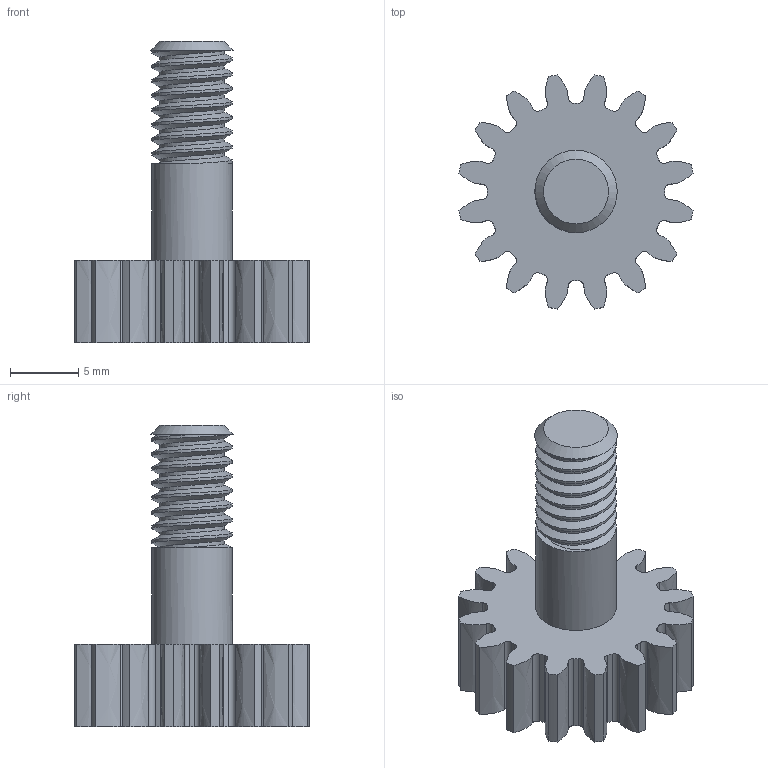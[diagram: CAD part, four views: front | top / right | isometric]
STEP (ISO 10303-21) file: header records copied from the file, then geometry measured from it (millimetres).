
FILE_DESCRIPTION(/* description */ ('STEP AP242','CAx-IF Rec.Pracs.---Representation and Presentation of Product Manufacturing Information (PMI)---4.0---2014-10-13','CAx-IF Rec.Pracs.---3D Tessellated Geometry---0.4---2014-09-14','2;1'),/* implementation_level */ '2;1');
FILE_NAME(/* name */ '65948700be34dc4e93d655cf',/* time_stamp */ '2024-01-02T21:58:49Z',/* author */ (''),/* organization */ (''),/* preprocessor_version */ 'ST-DEVELOPER v19.4',/* originating_system */ ' ',/* authorisation */ ' ');
FILE_SCHEMA (('AP242_MANAGED_MODEL_BASED_3D_ENGINEERING_MIM_LF { 1 0 10303 442 1 1 4 }'));
Length unit declared in the file: metre
Products named in the file (1): Spur gear (16 teeth)
Bounding box: 17.12 x 17.12 x 22.02 mm (x, y, z)
Volume: 1393.7 mm3; surface area: 1440.9 mm2
Topology: 1 solids, 1 shells, 117 faces, 341 edges, 229 vertices
Faces by surface type: cylinder 75, bspline 34, plane 7, cone 1
Full cylindrical faces by diameter (mm): 5.881 x8
Entity records: 8511 total; most frequent: CARTESIAN_POINT 5746, ORIENTED_EDGE 626, DIRECTION 526, EDGE_CURVE 313, AXIS2_PLACEMENT_3D 213, VERTEX_POINT 211, CIRCLE 137, EDGE_LOOP 114
